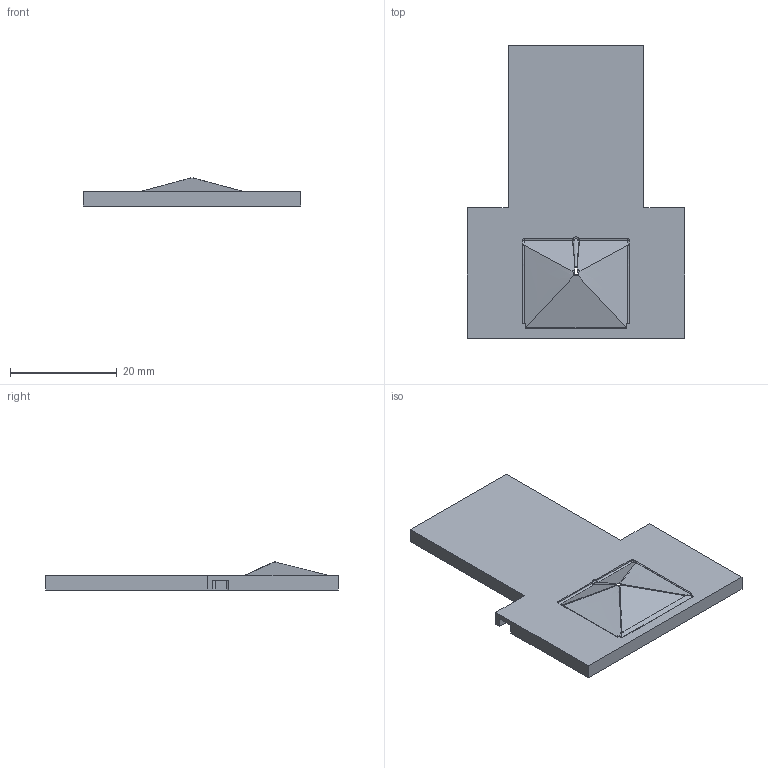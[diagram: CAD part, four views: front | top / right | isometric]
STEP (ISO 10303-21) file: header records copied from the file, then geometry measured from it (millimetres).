
FILE_DESCRIPTION(/* description */ (''),/* implementation_level */ '2;1');
FILE_NAME(/* name */ 'Coneholder_MC_v4b.stp',/* time_stamp */ '2021-02-27T16:47:34-05:00',/* author */ ('mattc'),/* organization */ (''),/* preprocessor_version */ 'ST-DEVELOPER v18.1',/* originating_system */ 'Autodesk Inventor 2021',/* authorisation */ '');
FILE_SCHEMA (('AUTOMOTIVE_DESIGN { 1 0 10303 214 3 1 1 }'));
Length unit declared in the file: millimetre
Products named in the file (1): Coneholder_MC_v4b
Bounding box: 40.64 x 54.8 x 5.24 mm (x, y, z)
Volume: 3311.7 mm3; surface area: 4440.7 mm2
Topology: 1 solids, 1 shells, 193 faces, 490 edges, 297 vertices
Faces by surface type: bspline 107, plane 49, cylinder 31, sphere 6
Full cylindrical faces by diameter (mm): 6.807 x2
Entity records: 9487 total; most frequent: CARTESIAN_POINT 5531, ORIENTED_EDGE 970, DIRECTION 524, EDGE_CURVE 485, VERTEX_POINT 297, LINE 210, VECTOR 210, B_SPLINE_CURVE_WITH_KNOTS 205
